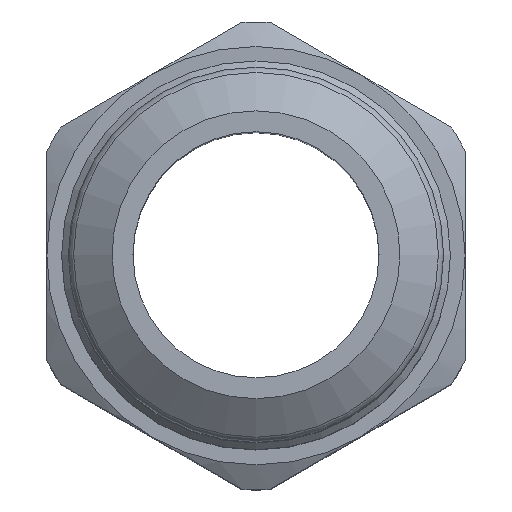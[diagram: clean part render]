
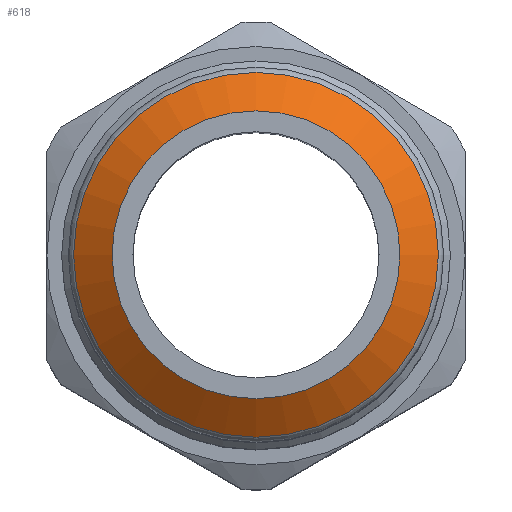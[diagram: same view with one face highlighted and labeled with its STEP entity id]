
A CAD part, top view. The second image highlights one B-rep face of the part: STEP entity #618.
In plain terms, the highlighted conical face has half-angle 55 degrees and reference radius 6.737 mm.
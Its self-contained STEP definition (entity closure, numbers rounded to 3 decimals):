
#44=LINE('',#1134,#68);
#68=VECTOR('',#889,6.738);
#118=FACE_OUTER_BOUND('',#159,.T.);
#159=EDGE_LOOP('',(#527,#528,#529,#530,#531));
#204=CIRCLE('',#713,7.412);
#205=CIRCLE('',#714,7.412);
#207=CIRCLE('',#718,5.85);
#283=VERTEX_POINT('',#1122);
#284=VERTEX_POINT('',#1124);
#286=VERTEX_POINT('',#1132);
#366=EDGE_CURVE('',#283,#284,#204,.T.);
#367=EDGE_CURVE('',#284,#283,#205,.T.);
#370=EDGE_CURVE('',#286,#286,#207,.T.);
#371=EDGE_CURVE('',#286,#284,#44,.T.);
#527=ORIENTED_EDGE('',*,*,#370,.F.);
#528=ORIENTED_EDGE('',*,*,#371,.T.);
#529=ORIENTED_EDGE('',*,*,#366,.F.);
#530=ORIENTED_EDGE('',*,*,#367,.F.);
#531=ORIENTED_EDGE('',*,*,#371,.F.);
#584=CONICAL_SURFACE('',#717,6.738,0.96);
#618=ADVANCED_FACE('',(#118),#584,.T.);
#713=AXIS2_PLACEMENT_3D('',#1125,#876,#877);
#714=AXIS2_PLACEMENT_3D('',#1126,#878,#879);
#717=AXIS2_PLACEMENT_3D('',#1131,#885,#886);
#718=AXIS2_PLACEMENT_3D('',#1133,#887,#888);
#876=DIRECTION('center_axis',(0.,0.,-1.));
#877=DIRECTION('ref_axis',(0.,-1.,0.));
#878=DIRECTION('center_axis',(0.,0.,-1.));
#879=DIRECTION('ref_axis',(0.,-1.,0.));
#885=DIRECTION('center_axis',(0.,0.,-1.));
#886=DIRECTION('ref_axis',(0.,1.,0.));
#887=DIRECTION('center_axis',(0.,0.,1.));
#888=DIRECTION('ref_axis',(0.,1.,0.));
#889=DIRECTION('',(0.,-0.819,-0.574));
#1122=CARTESIAN_POINT('',(7.412,0.,34.906));
#1124=CARTESIAN_POINT('',(0.,-7.412,34.906));
#1125=CARTESIAN_POINT('Origin',(0.,0.,34.906));
#1126=CARTESIAN_POINT('Origin',(0.,0.,34.906));
#1131=CARTESIAN_POINT('Origin',(0.,0.,35.379));
#1132=CARTESIAN_POINT('',(0.,-5.85,36.));
#1133=CARTESIAN_POINT('Origin',(0.,0.,36.));
#1134=CARTESIAN_POINT('',(0.,-6.738,35.379));
